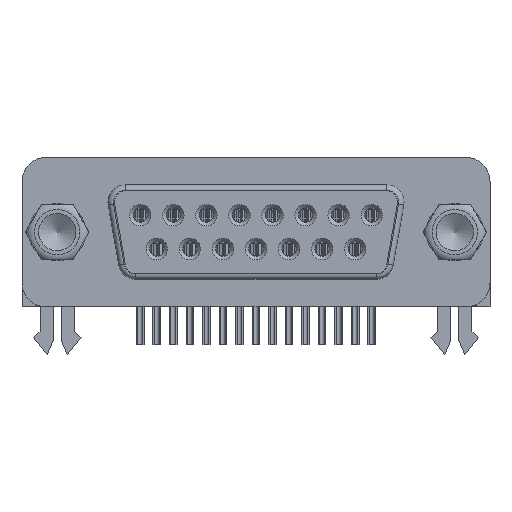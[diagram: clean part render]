
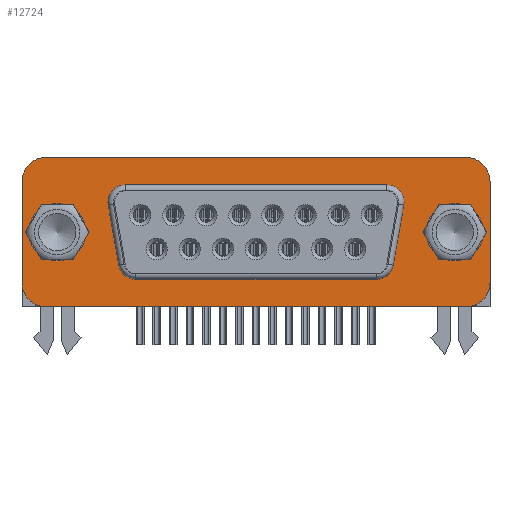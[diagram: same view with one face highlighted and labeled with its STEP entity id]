
A CAD part, front view. The second image highlights one B-rep face of the part: STEP entity #12724.
In plain terms, the highlighted planar face has unit normal (0, -1, 0).
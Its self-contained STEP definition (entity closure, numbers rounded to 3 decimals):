
#1471=LINE('',#20554,#2945);
#1472=LINE('',#20559,#2946);
#1473=LINE('',#20563,#2947);
#1474=LINE('',#20567,#2948);
#1475=LINE('',#20570,#2949);
#1476=LINE('',#20575,#2950);
#1477=LINE('',#20579,#2951);
#1478=LINE('',#20583,#2952);
#2945=VECTOR('',#16539,1000.);
#2946=VECTOR('',#16542,1000.);
#2947=VECTOR('',#16545,1000.);
#2948=VECTOR('',#16548,1000.);
#2949=VECTOR('',#16551,1000.);
#2950=VECTOR('',#16554,1000.);
#2951=VECTOR('',#16557,1000.);
#2952=VECTOR('',#16560,1000.);
#5825=ORIENTED_EDGE('',*,*,#8132,.T.);
#5826=ORIENTED_EDGE('',*,*,#8133,.T.);
#5827=ORIENTED_EDGE('',*,*,#8134,.T.);
#5828=ORIENTED_EDGE('',*,*,#8135,.T.);
#5829=ORIENTED_EDGE('',*,*,#8136,.T.);
#5830=ORIENTED_EDGE('',*,*,#8137,.T.);
#5831=ORIENTED_EDGE('',*,*,#8138,.T.);
#5832=ORIENTED_EDGE('',*,*,#8139,.T.);
#5833=ORIENTED_EDGE('',*,*,#8140,.T.);
#5834=ORIENTED_EDGE('',*,*,#8141,.T.);
#5835=ORIENTED_EDGE('',*,*,#8142,.F.);
#5836=ORIENTED_EDGE('',*,*,#8143,.T.);
#5837=ORIENTED_EDGE('',*,*,#8144,.F.);
#5838=ORIENTED_EDGE('',*,*,#8145,.T.);
#5839=ORIENTED_EDGE('',*,*,#8146,.F.);
#5840=ORIENTED_EDGE('',*,*,#8147,.T.);
#5841=ORIENTED_EDGE('',*,*,#8148,.F.);
#5842=ORIENTED_EDGE('',*,*,#8149,.T.);
#8132=EDGE_CURVE('',#9478,#9478,#9943,.T.);
#8133=EDGE_CURVE('',#9479,#9479,#9944,.T.);
#8134=EDGE_CURVE('',#9480,#9481,#1471,.T.);
#8135=EDGE_CURVE('',#9481,#9482,#9945,.T.);
#8136=EDGE_CURVE('',#9482,#9483,#1472,.T.);
#8137=EDGE_CURVE('',#9483,#9484,#9946,.T.);
#8138=EDGE_CURVE('',#9484,#9485,#1473,.T.);
#8139=EDGE_CURVE('',#9485,#9486,#9947,.T.);
#8140=EDGE_CURVE('',#9486,#9487,#1474,.T.);
#8141=EDGE_CURVE('',#9487,#9480,#9948,.T.);
#8142=EDGE_CURVE('',#9488,#9489,#1475,.T.);
#8143=EDGE_CURVE('',#9488,#9490,#9949,.F.);
#8144=EDGE_CURVE('',#9491,#9490,#1476,.T.);
#8145=EDGE_CURVE('',#9491,#9492,#9950,.F.);
#8146=EDGE_CURVE('',#9493,#9492,#1477,.T.);
#8147=EDGE_CURVE('',#9493,#9494,#9951,.F.);
#8148=EDGE_CURVE('',#9495,#9494,#1478,.T.);
#8149=EDGE_CURVE('',#9495,#9489,#9952,.F.);
#9478=VERTEX_POINT('',#20551);
#9479=VERTEX_POINT('',#20553);
#9480=VERTEX_POINT('',#20555);
#9481=VERTEX_POINT('',#20556);
#9482=VERTEX_POINT('',#20558);
#9483=VERTEX_POINT('',#20560);
#9484=VERTEX_POINT('',#20562);
#9485=VERTEX_POINT('',#20564);
#9486=VERTEX_POINT('',#20566);
#9487=VERTEX_POINT('',#20568);
#9488=VERTEX_POINT('',#20571);
#9489=VERTEX_POINT('',#20572);
#9490=VERTEX_POINT('',#20574);
#9491=VERTEX_POINT('',#20576);
#9492=VERTEX_POINT('',#20578);
#9493=VERTEX_POINT('',#20580);
#9494=VERTEX_POINT('',#20582);
#9495=VERTEX_POINT('',#20584);
#9943=CIRCLE('',#13813,2.4);
#9944=CIRCLE('',#13814,2.4);
#9945=CIRCLE('',#13815,1.428);
#9946=CIRCLE('',#13816,1.428);
#9947=CIRCLE('',#13817,1.428);
#9948=CIRCLE('',#13818,1.428);
#9949=CIRCLE('',#13819,2.);
#9950=CIRCLE('',#13820,2.);
#9951=CIRCLE('',#13821,2.);
#9952=CIRCLE('',#13822,2.);
#10660=EDGE_LOOP('',(#5825));
#10661=EDGE_LOOP('',(#5826));
#10662=EDGE_LOOP('',(#5827,#5828,#5829,#5830,#5831,#5832,#5833,#5834));
#10663=EDGE_LOOP('',(#5835,#5836,#5837,#5838,#5839,#5840,#5841,#5842));
#11470=FACE_BOUND('',#10660,.T.);
#11471=FACE_BOUND('',#10661,.T.);
#11472=FACE_BOUND('',#10662,.T.);
#11473=FACE_BOUND('',#10663,.T.);
#12117=PLANE('',#13812);
#12724=ADVANCED_FACE('',(#11470,#11471,#11472,#11473),#12117,.F.);
#13812=AXIS2_PLACEMENT_3D('',#20549,#16533,#16534);
#13813=AXIS2_PLACEMENT_3D('',#20550,#16535,#16536);
#13814=AXIS2_PLACEMENT_3D('',#20552,#16537,#16538);
#13815=AXIS2_PLACEMENT_3D('',#20557,#16540,#16541);
#13816=AXIS2_PLACEMENT_3D('',#20561,#16543,#16544);
#13817=AXIS2_PLACEMENT_3D('',#20565,#16546,#16547);
#13818=AXIS2_PLACEMENT_3D('',#20569,#16549,#16550);
#13819=AXIS2_PLACEMENT_3D('',#20573,#16552,#16553);
#13820=AXIS2_PLACEMENT_3D('',#20577,#16555,#16556);
#13821=AXIS2_PLACEMENT_3D('',#20581,#16558,#16559);
#13822=AXIS2_PLACEMENT_3D('',#20585,#16561,#16562);
#16533=DIRECTION('',(0.,1.,0.));
#16534=DIRECTION('',(0.,0.,1.));
#16535=DIRECTION('',(0.,1.,0.));
#16536=DIRECTION('',(0.,0.,1.));
#16537=DIRECTION('',(0.,1.,0.));
#16538=DIRECTION('',(0.,0.,1.));
#16539=DIRECTION('',(-0.174,0.,0.985));
#16540=DIRECTION('',(0.,1.,0.));
#16541=DIRECTION('',(0.,0.,1.));
#16542=DIRECTION('',(1.,0.,0.));
#16543=DIRECTION('',(0.,1.,0.));
#16544=DIRECTION('',(0.,0.,1.));
#16545=DIRECTION('',(-0.174,0.,-0.985));
#16546=DIRECTION('',(0.,1.,0.));
#16547=DIRECTION('',(0.,0.,1.));
#16548=DIRECTION('',(-1.,0.,0.));
#16549=DIRECTION('',(0.,1.,0.));
#16550=DIRECTION('',(0.,0.,1.));
#16551=DIRECTION('',(1.,0.,0.));
#16552=DIRECTION('',(0.,1.,0.));
#16553=DIRECTION('',(0.,0.,1.));
#16554=DIRECTION('',(0.,0.,1.));
#16555=DIRECTION('',(0.,1.,0.));
#16556=DIRECTION('',(0.,0.,1.));
#16557=DIRECTION('',(-1.,0.,0.));
#16558=DIRECTION('',(0.,1.,0.));
#16559=DIRECTION('',(0.,0.,1.));
#16560=DIRECTION('',(0.,0.,-1.));
#16561=DIRECTION('',(0.,1.,0.));
#16562=DIRECTION('',(0.,0.,1.));
#20549=CARTESIAN_POINT('',(0.,-0.45,0.));
#20550=CARTESIAN_POINT('',(-16.65,-0.45,0.));
#20551=CARTESIAN_POINT('',(-16.65,-0.45,2.4));
#20552=CARTESIAN_POINT('',(16.65,-0.45,0.));
#20553=CARTESIAN_POINT('',(16.65,-0.45,2.4));
#20554=CARTESIAN_POINT('',(-11.616,-0.45,-2.048));
#20555=CARTESIAN_POINT('',(-11.489,-0.45,-2.77));
#20556=CARTESIAN_POINT('',(-12.378,-0.45,2.274));
#20557=CARTESIAN_POINT('',(-10.972,-0.45,2.522));
#20558=CARTESIAN_POINT('',(-10.972,-0.45,3.95));
#20559=CARTESIAN_POINT('',(0.,-0.45,3.95));
#20560=CARTESIAN_POINT('',(10.972,-0.45,3.95));
#20561=CARTESIAN_POINT('',(10.972,-0.45,2.522));
#20562=CARTESIAN_POINT('',(12.378,-0.45,2.274));
#20563=CARTESIAN_POINT('',(11.616,-0.45,-2.048));
#20564=CARTESIAN_POINT('',(11.489,-0.45,-2.77));
#20565=CARTESIAN_POINT('',(10.083,-0.45,-2.522));
#20566=CARTESIAN_POINT('',(10.083,-0.45,-3.95));
#20567=CARTESIAN_POINT('',(0.,-0.45,-3.95));
#20568=CARTESIAN_POINT('',(-10.083,-0.45,-3.95));
#20569=CARTESIAN_POINT('',(-10.083,-0.45,-2.522));
#20570=CARTESIAN_POINT('',(-19.6,-0.45,6.25));
#20571=CARTESIAN_POINT('',(-17.6,-0.45,6.25));
#20572=CARTESIAN_POINT('',(17.6,-0.45,6.25));
#20573=CARTESIAN_POINT('',(-17.6,-0.45,4.25));
#20574=CARTESIAN_POINT('',(-19.6,-0.45,4.25));
#20575=CARTESIAN_POINT('',(-19.6,-0.45,-6.25));
#20576=CARTESIAN_POINT('',(-19.6,-0.45,-4.25));
#20577=CARTESIAN_POINT('',(-17.6,-0.45,-4.25));
#20578=CARTESIAN_POINT('',(-17.6,-0.45,-6.25));
#20579=CARTESIAN_POINT('',(19.6,-0.45,-6.25));
#20580=CARTESIAN_POINT('',(17.6,-0.45,-6.25));
#20581=CARTESIAN_POINT('',(17.6,-0.45,-4.25));
#20582=CARTESIAN_POINT('',(19.6,-0.45,-4.25));
#20583=CARTESIAN_POINT('',(19.6,-0.45,6.25));
#20584=CARTESIAN_POINT('',(19.6,-0.45,4.25));
#20585=CARTESIAN_POINT('',(17.6,-0.45,4.25));
